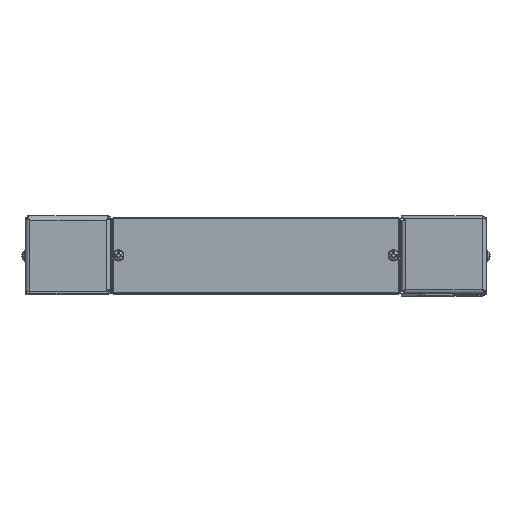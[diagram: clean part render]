
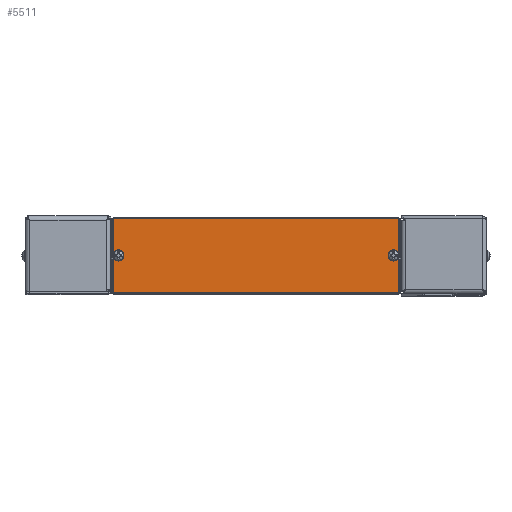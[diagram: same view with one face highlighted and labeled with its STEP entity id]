
A CAD part, top view. The second image highlights one B-rep face of the part: STEP entity #5511.
In plain terms, the highlighted face is planar.
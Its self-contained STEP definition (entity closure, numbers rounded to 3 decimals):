
#13 = LINE ( 'NONE', #8344, #1928 ) ;
#294 = VERTEX_POINT ( 'NONE', #6725 ) ;
#576 = AXIS2_PLACEMENT_3D ( 'NONE', #1518, #3680, #5908 ) ;
#902 = DIRECTION ( 'NONE',  ( 0., 0., -1. ) ) ;
#971 = ORIENTED_EDGE ( 'NONE', *, *, #5894, .F. ) ;
#982 = CIRCLE ( 'NONE', #3494, 3.25 ) ;
#1109 = EDGE_LOOP ( 'NONE', ( #2147, #8114 ) ) ;
#1202 = CARTESIAN_POINT ( 'NONE',  ( 6.9, 48., -1. ) ) ;
#1470 = FACE_BOUND ( 'NONE', #1109, .T. ) ;
#1484 = AXIS2_PLACEMENT_3D ( 'NONE', #9604, #8042, #2733 ) ;
#1518 = CARTESIAN_POINT ( 'NONE',  ( 0., 0., -1. ) ) ;
#1578 = DIRECTION ( 'NONE',  ( -1., 0., 0. ) ) ;
#1596 = DIRECTION ( 'NONE',  ( 0., -1., 0. ) ) ;
#1683 = CARTESIAN_POINT ( 'NONE',  ( 0., 96., -1. ) ) ;
#1897 = CARTESIAN_POINT ( 'NONE',  ( 372., 0., -1. ) ) ;
#1928 = VECTOR ( 'NONE', #1596, 1000. ) ;
#2021 = ORIENTED_EDGE ( 'NONE', *, *, #9322, .F. ) ;
#2042 = VERTEX_POINT ( 'NONE', #6004 ) ;
#2147 = ORIENTED_EDGE ( 'NONE', *, *, #2378, .F. ) ;
#2148 = VECTOR ( 'NONE', #8860, 1000. ) ;
#2378 = EDGE_CURVE ( 'NONE', #7809, #7250, #7297, .T. ) ;
#2539 = VERTEX_POINT ( 'NONE', #3942 ) ;
#2733 = DIRECTION ( 'NONE',  ( -1., 0., 0. ) ) ;
#2791 = DIRECTION ( 'NONE',  ( 1., 0., 0. ) ) ;
#2959 = CARTESIAN_POINT ( 'NONE',  ( 0., 96., -1. ) ) ;
#3273 = VECTOR ( 'NONE', #8326, 1000. ) ;
#3286 = CIRCLE ( 'NONE', #7546, 3.25 ) ;
#3316 = CIRCLE ( 'NONE', #8848, 3.25 ) ;
#3388 = ORIENTED_EDGE ( 'NONE', *, *, #4118, .F. ) ;
#3494 = AXIS2_PLACEMENT_3D ( 'NONE', #9678, #8278, #1578 ) ;
#3598 = CARTESIAN_POINT ( 'NONE',  ( 361.85, 48., -1. ) ) ;
#3676 = EDGE_CURVE ( 'NONE', #2042, #3913, #9560, .T. ) ;
#3680 = DIRECTION ( 'NONE',  ( 0., 0., -1. ) ) ;
#3913 = VERTEX_POINT ( 'NONE', #6831 ) ;
#3942 = CARTESIAN_POINT ( 'NONE',  ( 372., 96., -1. ) ) ;
#4118 = EDGE_CURVE ( 'NONE', #6572, #294, #3316, .T. ) ;
#4206 = DIRECTION ( 'NONE',  ( -1., 0., 0. ) ) ;
#5143 = EDGE_LOOP ( 'NONE', ( #6232, #9423, #971, #5367 ) ) ;
#5208 = PLANE ( 'NONE',  #576 ) ;
#5265 = VECTOR ( 'NONE', #2791, 1000. ) ;
#5367 = ORIENTED_EDGE ( 'NONE', *, *, #3676, .F. ) ;
#5511 = ADVANCED_FACE ( 'NONE', ( #6838, #1470, #6100 ), #5208, .T. ) ;
#5681 = DIRECTION ( 'NONE',  ( 0., 0., -1. ) ) ;
#5894 = EDGE_CURVE ( 'NONE', #3913, #2539, #9609, .T. ) ;
#5908 = DIRECTION ( 'NONE',  ( -1., 0., 0. ) ) ;
#6004 = CARTESIAN_POINT ( 'NONE',  ( 0., 0., -1. ) ) ;
#6100 = FACE_OUTER_BOUND ( 'NONE', #5143, .T. ) ;
#6232 = ORIENTED_EDGE ( 'NONE', *, *, #7229, .F. ) ;
#6572 = VERTEX_POINT ( 'NONE', #9629 ) ;
#6724 = EDGE_CURVE ( 'NONE', #7250, #7809, #982, .T. ) ;
#6725 = CARTESIAN_POINT ( 'NONE',  ( 10.15, 48., -1. ) ) ;
#6831 = CARTESIAN_POINT ( 'NONE',  ( 372., 0., -1. ) ) ;
#6838 = FACE_BOUND ( 'NONE', #8339, .T. ) ;
#6863 = DIRECTION ( 'NONE',  ( -1., 0., 0. ) ) ;
#7229 = EDGE_CURVE ( 'NONE', #9218, #2042, #13, .T. ) ;
#7250 = VERTEX_POINT ( 'NONE', #9147 ) ;
#7297 = CIRCLE ( 'NONE', #1484, 3.25 ) ;
#7546 = AXIS2_PLACEMENT_3D ( 'NONE', #7777, #902, #6863 ) ;
#7777 = CARTESIAN_POINT ( 'NONE',  ( 6.9, 48., -1. ) ) ;
#7809 = VERTEX_POINT ( 'NONE', #3598 ) ;
#8042 = DIRECTION ( 'NONE',  ( 0., 0., -1. ) ) ;
#8114 = ORIENTED_EDGE ( 'NONE', *, *, #6724, .F. ) ;
#8172 = EDGE_CURVE ( 'NONE', #2539, #9218, #9731, .T. ) ;
#8278 = DIRECTION ( 'NONE',  ( 0., 0., -1. ) ) ;
#8326 = DIRECTION ( 'NONE',  ( -1., 0., 0. ) ) ;
#8339 = EDGE_LOOP ( 'NONE', ( #3388, #2021 ) ) ;
#8344 = CARTESIAN_POINT ( 'NONE',  ( 0., 0., -1. ) ) ;
#8848 = AXIS2_PLACEMENT_3D ( 'NONE', #1202, #5681, #4206 ) ;
#8860 = DIRECTION ( 'NONE',  ( 0., 1., 0. ) ) ;
#9147 = CARTESIAN_POINT ( 'NONE',  ( 368.35, 48., -1. ) ) ;
#9218 = VERTEX_POINT ( 'NONE', #1683 ) ;
#9322 = EDGE_CURVE ( 'NONE', #294, #6572, #3286, .T. ) ;
#9423 = ORIENTED_EDGE ( 'NONE', *, *, #8172, .F. ) ;
#9507 = CARTESIAN_POINT ( 'NONE',  ( 0., 0., -1. ) ) ;
#9560 = LINE ( 'NONE', #9507, #5265 ) ;
#9604 = CARTESIAN_POINT ( 'NONE',  ( 365.1, 48., -1. ) ) ;
#9609 = LINE ( 'NONE', #1897, #2148 ) ;
#9629 = CARTESIAN_POINT ( 'NONE',  ( 3.65, 48., -1. ) ) ;
#9678 = CARTESIAN_POINT ( 'NONE',  ( 365.1, 48., -1. ) ) ;
#9731 = LINE ( 'NONE', #2959, #3273 ) ;
